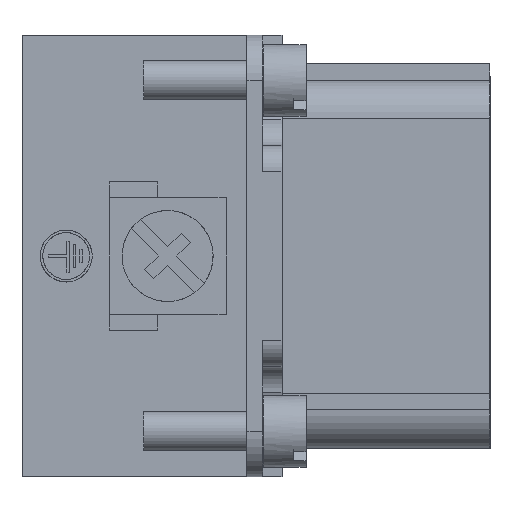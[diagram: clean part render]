
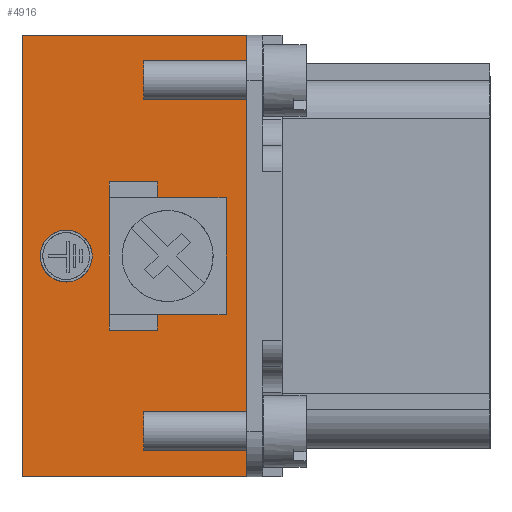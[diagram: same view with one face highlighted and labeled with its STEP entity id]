
A CAD part, left-side view. The second image highlights one B-rep face of the part: STEP entity #4916.
In plain terms, the highlighted planar face has unit normal (-1, 0, 0).
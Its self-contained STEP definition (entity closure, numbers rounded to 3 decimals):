
#2602=B_SPLINE_CURVE_WITH_KNOTS('',3,(#28668,#28669,#28670,#28671,#28672,
#28673,#28674,#28675,#28676,#28677,#28678,#28679,#28680,#28681,#28682,#28683,
#28684,#28685,#28686,#28687,#28688,#28689,#28690,#28691,#28692),
 .UNSPECIFIED.,.T.,.F.,(1,3,3,3,3,3,3,3,3,3,1),(-0.125,0.,0.125,0.25,0.375,
0.5,0.625,0.75,0.875,1.,1.125),.UNSPECIFIED.);
#3837=FACE_BOUND('',#7978,.T.);
#3838=FACE_BOUND('',#7979,.T.);
#3839=FACE_BOUND('',#7980,.T.);
#4916=ADVANCED_FACE('',(#3837,#3838,#3839),#5661,.T.);
#5661=PLANE('',#21245);
#7978=EDGE_LOOP('',(#11845,#11846,#11847,#11848,#11849,#11850,#11851,#11852));
#7979=EDGE_LOOP('',(#11853));
#7980=EDGE_LOOP('',(#11854,#11855,#11856,#11857));
#11845=ORIENTED_EDGE('',*,*,#14993,.T.);
#11846=ORIENTED_EDGE('',*,*,#14978,.T.);
#11847=ORIENTED_EDGE('',*,*,#14981,.T.);
#11848=ORIENTED_EDGE('',*,*,#14983,.T.);
#11849=ORIENTED_EDGE('',*,*,#14985,.T.);
#11850=ORIENTED_EDGE('',*,*,#14987,.T.);
#11851=ORIENTED_EDGE('',*,*,#14989,.T.);
#11852=ORIENTED_EDGE('',*,*,#14991,.T.);
#11853=ORIENTED_EDGE('',*,*,#15045,.T.);
#11854=ORIENTED_EDGE('',*,*,#16031,.F.);
#11855=ORIENTED_EDGE('',*,*,#16034,.F.);
#11856=ORIENTED_EDGE('',*,*,#15897,.F.);
#11857=ORIENTED_EDGE('',*,*,#16035,.F.);
#13018=VERTEX_POINT('',#28457);
#13019=VERTEX_POINT('',#28458);
#13020=VERTEX_POINT('',#28463);
#13021=VERTEX_POINT('',#28467);
#13022=VERTEX_POINT('',#28471);
#13023=VERTEX_POINT('',#28475);
#13024=VERTEX_POINT('',#28479);
#13025=VERTEX_POINT('',#28483);
#13061=VERTEX_POINT('',#28693);
#13822=VERTEX_POINT('',#30910);
#13823=VERTEX_POINT('',#30912);
#13918=VERTEX_POINT('',#31193);
#13919=VERTEX_POINT('',#31194);
#14978=EDGE_CURVE('',#13018,#13019,#17063,.T.);
#14981=EDGE_CURVE('',#13019,#13020,#17066,.T.);
#14983=EDGE_CURVE('',#13020,#13021,#17068,.T.);
#14985=EDGE_CURVE('',#13021,#13022,#17070,.T.);
#14987=EDGE_CURVE('',#13022,#13023,#17072,.T.);
#14989=EDGE_CURVE('',#13023,#13024,#17074,.T.);
#14991=EDGE_CURVE('',#13024,#13025,#17076,.T.);
#14993=EDGE_CURVE('',#13025,#13018,#17078,.T.);
#15045=EDGE_CURVE('',#13061,#13061,#2602,.T.);
#15897=EDGE_CURVE('',#13822,#13823,#17358,.T.);
#16031=EDGE_CURVE('',#13918,#13919,#17456,.T.);
#16034=EDGE_CURVE('',#13823,#13918,#17459,.T.);
#16035=EDGE_CURVE('',#13919,#13822,#17460,.T.);
#17063=LINE('',#28456,#18477);
#17066=LINE('',#28462,#18480);
#17068=LINE('',#28466,#18482);
#17070=LINE('',#28470,#18484);
#17072=LINE('',#28474,#18486);
#17074=LINE('',#28478,#18488);
#17076=LINE('',#28482,#18490);
#17078=LINE('',#28486,#18492);
#17358=LINE('',#30911,#18772);
#17456=LINE('',#31192,#18870);
#17459=LINE('',#31198,#18873);
#17460=LINE('',#31199,#18874);
#18477=VECTOR('',#23068,1.);
#18480=VECTOR('',#23073,1.);
#18482=VECTOR('',#23077,1.);
#18484=VECTOR('',#23081,1.);
#18486=VECTOR('',#23085,1.);
#18488=VECTOR('',#23089,1.);
#18490=VECTOR('',#23093,1.);
#18492=VECTOR('',#23097,1.);
#18772=VECTOR('',#25845,1.);
#18870=VECTOR('',#26119,1.);
#18873=VECTOR('',#26124,1.);
#18874=VECTOR('',#26125,1.);
#21245=AXIS2_PLACEMENT_3D('',#31200,#26126,#26127);
#23068=DIRECTION('',(0.,0.,-1.));
#23073=DIRECTION('',(0.,-1.,0.));
#23077=DIRECTION('',(0.,0.,-1.));
#23081=DIRECTION('',(0.,1.,0.));
#23085=DIRECTION('',(0.,0.,-1.));
#23089=DIRECTION('',(0.,1.,0.));
#23093=DIRECTION('',(0.,0.,1.));
#23097=DIRECTION('',(0.,-1.,0.));
#25845=DIRECTION('',(0.,0.,1.));
#26119=DIRECTION('',(0.,0.,-1.));
#26124=DIRECTION('',(0.,-1.,0.));
#26125=DIRECTION('',(0.,1.,0.));
#26126=DIRECTION('',(-1.,0.,0.));
#26127=DIRECTION('',(0.,0.,1.));
#28456=CARTESIAN_POINT('',(-32.95,6.9,5.7));
#28457=CARTESIAN_POINT('',(-32.95,6.9,5.7));
#28458=CARTESIAN_POINT('',(-32.95,6.9,4.5));
#28462=CARTESIAN_POINT('',(-32.95,6.9,4.5));
#28463=CARTESIAN_POINT('',(-32.95,1.6,4.5));
#28466=CARTESIAN_POINT('',(-32.95,1.6,4.5));
#28467=CARTESIAN_POINT('',(-32.95,1.6,-4.5));
#28470=CARTESIAN_POINT('',(-32.95,1.6,-4.5));
#28471=CARTESIAN_POINT('',(-32.95,6.9,-4.5));
#28474=CARTESIAN_POINT('',(-32.95,6.9,-4.5));
#28475=CARTESIAN_POINT('',(-32.95,6.9,-5.7));
#28478=CARTESIAN_POINT('',(-32.95,6.9,-5.7));
#28479=CARTESIAN_POINT('',(-32.95,10.6,-5.7));
#28482=CARTESIAN_POINT('',(-32.95,10.6,-5.7));
#28483=CARTESIAN_POINT('',(-32.95,10.6,5.7));
#28486=CARTESIAN_POINT('',(-32.95,10.6,5.7));
#28668=CARTESIAN_POINT('',(-32.95,11.9,0.));
#28669=CARTESIAN_POINT('',(-32.95,11.9,-0.53));
#28670=CARTESIAN_POINT('',(-32.95,12.115,-1.044));
#28671=CARTESIAN_POINT('',(-32.95,12.485,-1.414));
#28672=CARTESIAN_POINT('',(-32.95,12.856,-1.785));
#28673=CARTESIAN_POINT('',(-32.95,13.376,-2.));
#28674=CARTESIAN_POINT('',(-32.95,13.9,-2.));
#28675=CARTESIAN_POINT('',(-32.95,14.423,-2.));
#28676=CARTESIAN_POINT('',(-32.95,14.943,-1.785));
#28677=CARTESIAN_POINT('',(-32.95,15.314,-1.414));
#28678=CARTESIAN_POINT('',(-32.95,15.684,-1.044));
#28679=CARTESIAN_POINT('',(-32.95,15.899,-0.524));
#28680=CARTESIAN_POINT('',(-32.95,15.9,0.));
#28681=CARTESIAN_POINT('',(-32.95,15.9,0.524));
#28682=CARTESIAN_POINT('',(-32.95,15.684,1.044));
#28683=CARTESIAN_POINT('',(-32.95,15.314,1.414));
#28684=CARTESIAN_POINT('',(-32.95,14.944,1.785));
#28685=CARTESIAN_POINT('',(-32.95,14.423,2.));
#28686=CARTESIAN_POINT('',(-32.95,13.9,2.));
#28687=CARTESIAN_POINT('',(-32.95,13.376,2.));
#28688=CARTESIAN_POINT('',(-32.95,12.856,1.785));
#28689=CARTESIAN_POINT('',(-32.95,12.485,1.414));
#28690=CARTESIAN_POINT('',(-32.95,12.115,1.044));
#28691=CARTESIAN_POINT('',(-32.95,11.899,0.525));
#28692=CARTESIAN_POINT('',(-32.95,11.9,0.));
#28693=CARTESIAN_POINT('',(-32.95,11.9,0.));
#30910=CARTESIAN_POINT('',(-32.95,17.3,-17.));
#30911=CARTESIAN_POINT('',(-32.95,17.3,-17.));
#30912=CARTESIAN_POINT('',(-32.95,17.3,17.));
#31192=CARTESIAN_POINT('',(-32.95,0.,17.));
#31193=CARTESIAN_POINT('',(-32.95,0.,17.));
#31194=CARTESIAN_POINT('',(-32.95,0.,-17.));
#31198=CARTESIAN_POINT('',(-32.95,17.3,17.));
#31199=CARTESIAN_POINT('',(-32.95,0.,-17.));
#31200=CARTESIAN_POINT('',(-32.95,0.,-17.));
